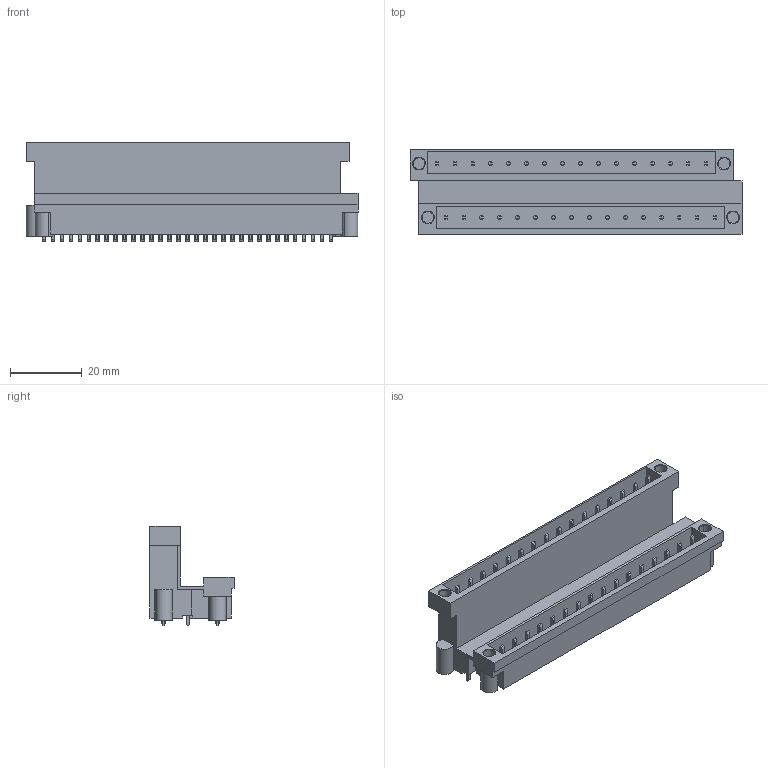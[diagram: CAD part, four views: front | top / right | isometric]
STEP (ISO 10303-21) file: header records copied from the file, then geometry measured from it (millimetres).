
FILE_DESCRIPTION(('CATIA V5 STEP Exchange','CAx-IF Rec.Pracs.--- Model Styling and Organization---1.2---2011-12-15'),'2;1');
FILE_NAME ('D1458779_0_1895600000_1895600000.stp','2018-11-29T17:20:13+00:00',('none'),('Weidmueller'),'CATIA Version 5-6 Release 2014','CATIA V5 STEP AP214','none');
FILE_SCHEMA(('AUTOMOTIVE_DESIGN { 1 0 10303 214 1 1 1 1 }'));
Length unit declared in the file: millimetre
Products named in the file (1): 1895600000
Bounding box: 92.5 x 23.43 x 27.66 mm (x, y, z)
Volume: 22646.4 mm3; surface area: 17042.1 mm2
Topology: 37 solids, 37 shells, 859 faces, 2308 edges, 1533 vertices
Faces by surface type: plane 817, cylinder 26, cone 16
Entity records: 24375 total; most frequent: ORIENTED_EDGE 4616, CARTESIAN_POINT 4548, DIRECTION 3096, EDGE_CURVE 2308, VECTOR 2024, LINE 2024, VERTEX_POINT 1533, EDGE_LOOP 933
